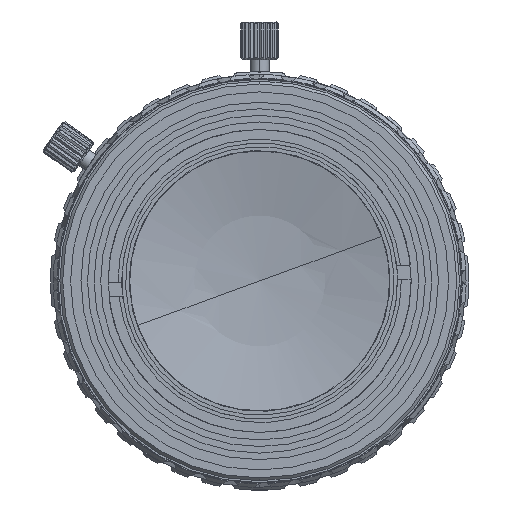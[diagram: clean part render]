
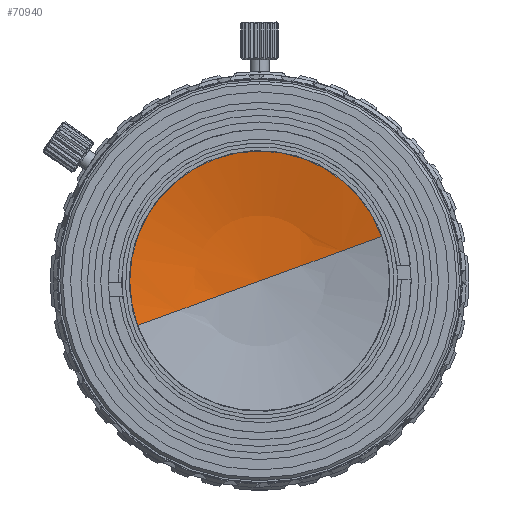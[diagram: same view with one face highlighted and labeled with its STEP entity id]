
A CAD part, front view. The second image highlights one B-rep face of the part: STEP entity #70940.
In plain terms, the highlighted spherical face has radius 56.597 mm.
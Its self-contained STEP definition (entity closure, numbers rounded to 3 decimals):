
#15507=CARTESIAN_POINT('',(0.,0.897,0.));
#15508=DIRECTION('',(0.,-1.,0.));
#15509=DIRECTION('',(0.94,0.,0.342));
#15510=AXIS2_PLACEMENT_3D('',#15507,#15508,#15509);
#15512=CARTESIAN_POINT('',(0.,-53.98,0.));
#15513=DIRECTION('',(-0.342,0.,0.94));
#15514=DIRECTION('',(0.,1.,0.));
#15515=AXIS2_PLACEMENT_3D('',#15512,#15513,#15514);
#15517=CARTESIAN_POINT('',(0.,-53.98,0.));
#15518=DIRECTION('',(-0.342,0.,0.94));
#15519=DIRECTION('',(0.23,0.97,0.084));
#15520=AXIS2_PLACEMENT_3D('',#15517,#15518,#15519);
#35955=CARTESIAN_POINT('',(-13.013,0.897,
-4.743));
#35956=CARTESIAN_POINT('',(13.013,0.897,
4.743));
#35957=VERTEX_POINT('',#35955);
#35958=VERTEX_POINT('',#35956);
#35959=CARTESIAN_POINT('',(0.,2.617,0.));
#35960=VERTEX_POINT('',#35959);
#70930=CARTESIAN_POINT('',(0.,-53.98,0.));
#70931=DIRECTION('',(0.,-1.,0.));
#70932=DIRECTION('',(-0.94,0.,-0.342));
#70933=AXIS2_PLACEMENT_3D('',#70930,#70931,#70932);
#70934=SPHERICAL_SURFACE('',#70933,56.597);
#70935=ORIENTED_EDGE('',*,*,#70918,.T.);
#70936=ORIENTED_EDGE('',*,*,#70898,.F.);
#70937=ORIENTED_EDGE('',*,*,#70915,.T.);
#70938=EDGE_LOOP('',(#70935,#70936,#70937));
#70939=FACE_OUTER_BOUND('',#70938,.F.);
#15511=CIRCLE('',#15510,13.85);
#15516=CIRCLE('',#15515,56.597);
#15521=CIRCLE('',#15520,56.597);
#70898=EDGE_CURVE('',#35958,#35957,#15511,.T.);
#70915=EDGE_CURVE('',#35958,#35960,#15521,.T.);
#70918=EDGE_CURVE('',#35960,#35957,#15516,.T.);
#70940=ADVANCED_FACE('',(#70939),#70934,.F.);
